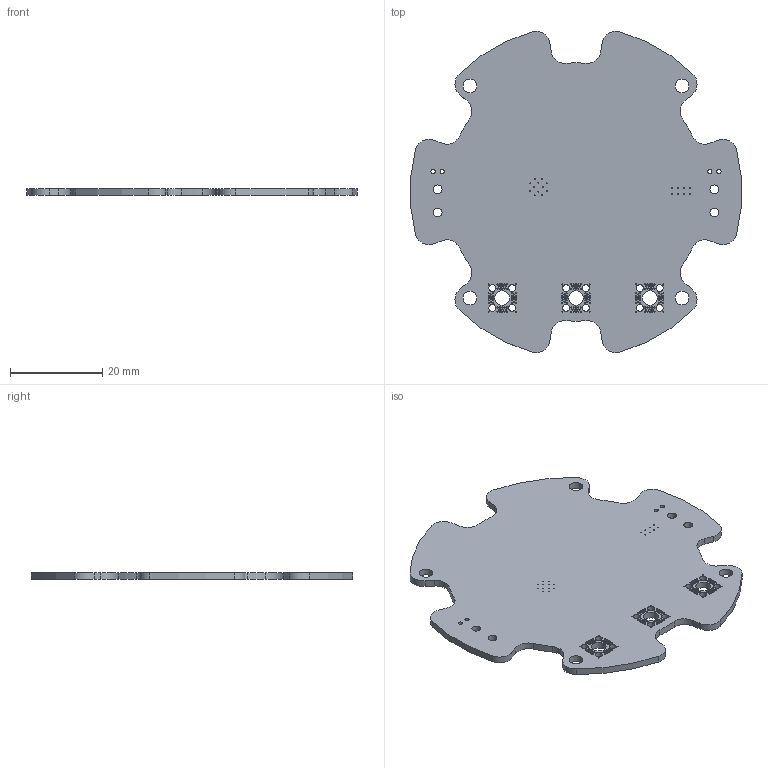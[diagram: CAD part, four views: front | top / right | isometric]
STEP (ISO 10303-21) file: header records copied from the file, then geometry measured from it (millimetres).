
FILE_DESCRIPTION(('KiCad electronic assembly'),'2;1');
FILE_NAME('DashMotor48V.step','2025-12-12T10:12:59',('Pcbnew'),('Kicad') ,'Open CASCADE STEP processor 7.5','KiCad to STEP converter','Unknown' );
FILE_SCHEMA(('AUTOMOTIVE_DESIGN { 1 0 10303 214 1 1 1 1 }'));
Length unit declared in the file: millimetre
Products named in the file (2): DashMotor48V 1; DashMotor48V_PCB
Assembly tree (1 placements, depth 2):
  DashMotor48V 1
    DashMotor48V_PCB
Bounding box: 71.73 x 69.67 x 1.51 mm (x, y, z)
Volume: 5181.6 mm3; surface area: 7751.5 mm2
Topology: 1 solids, 1 shells, 277 faces, 825 edges, 550 vertices
Faces by surface type: cylinder 263, plane 14
Full cylindrical faces by diameter (mm): 0.2 x8, 0.203 x12, 0.25 x180, 0.914 x4, 1.5 x12, 1.9 x4, 3 x4, 3.2 x3
Entity records: 10561 total; most frequent: DIRECTION 1909, CARTESIAN_POINT 1654, ORIENTED_EDGE 1650, EDGE_CURVE 825, AXIS2_PLACEMENT_3D 805, FACE_BOUND 731, EDGE_LOOP 731, VERTEX_POINT 550
